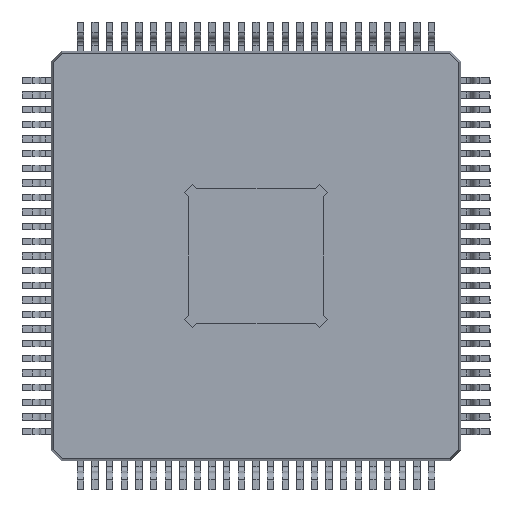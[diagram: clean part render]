
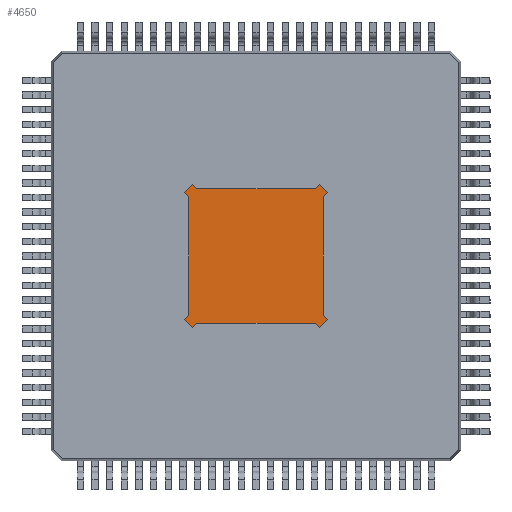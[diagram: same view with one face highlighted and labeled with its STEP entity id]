
A CAD part, front view. The second image highlights one B-rep face of the part: STEP entity #4650.
In plain terms, the highlighted planar face has unit normal (0, -1, 0).
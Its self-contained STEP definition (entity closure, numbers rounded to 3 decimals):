
#240 = EDGE_LOOP ( 'NONE', ( #3125, #24520, #17020, #45785, #13068, #41956, #21170, #15298, #43037, #15088, #19064, #3631, #23174, #43420, #44432, #14722 ) ) ;
#556 = VECTOR ( 'NONE', #41437, 1000. ) ;
#963 = DIRECTION ( 'NONE',  ( -0.707, 0., -0.707 ) ) ;
#2067 = CARTESIAN_POINT ( 'NONE',  ( -2.163, 0.15, -2.441 ) ) ;
#2309 = VECTOR ( 'NONE', #21961, 1000. ) ;
#2567 = CARTESIAN_POINT ( 'NONE',  ( 2.3, 0.15, -2.021 ) ) ;
#3072 = EDGE_CURVE ( 'NONE', #23244, #14471, #37908, .T. ) ;
#3111 = CARTESIAN_POINT ( 'NONE',  ( -2.021, 0.15, 2.3 ) ) ;
#3125 = ORIENTED_EDGE ( 'NONE', *, *, #25472, .T. ) ;
#3254 = LINE ( 'NONE', #2067, #14439 ) ;
#3631 = ORIENTED_EDGE ( 'NONE', *, *, #8598, .T. ) ;
#4020 = EDGE_CURVE ( 'NONE', #18843, #36517, #3254, .T. ) ;
#4386 = VECTOR ( 'NONE', #8318, 1000. ) ;
#4560 = DIRECTION ( 'NONE',  ( 0.707, 0., -0.707 ) ) ;
#4650 = ADVANCED_FACE ( 'NONE', ( #40506 ), #37452, .T. ) ;
#4791 = CARTESIAN_POINT ( 'NONE',  ( -2.021, 0.15, 2.3 ) ) ;
#5219 = CARTESIAN_POINT ( 'NONE',  ( 2.021, 0.15, -2.3 ) ) ;
#5405 = CARTESIAN_POINT ( 'NONE',  ( 2.3, 0.15, -2.021 ) ) ;
#6125 = DIRECTION ( 'NONE',  ( 0., 0., 1. ) ) ;
#6364 = VECTOR ( 'NONE', #9145, 1000. ) ;
#7330 = EDGE_CURVE ( 'NONE', #43810, #9909, #10539, .T. ) ;
#7410 = EDGE_CURVE ( 'NONE', #33268, #21246, #23909, .T. ) ;
#7430 = CARTESIAN_POINT ( 'NONE',  ( -2.441, 0.15, -2.163 ) ) ;
#7996 = LINE ( 'NONE', #16901, #36944 ) ;
#8205 = DIRECTION ( 'NONE',  ( -0.707, 0., -0.707 ) ) ;
#8318 = DIRECTION ( 'NONE',  ( 0.707, 0., -0.707 ) ) ;
#8598 = EDGE_CURVE ( 'NONE', #19085, #23244, #37068, .T. ) ;
#9145 = DIRECTION ( 'NONE',  ( -0.707, 0., -0.707 ) ) ;
#9364 = VECTOR ( 'NONE', #24224, 1000. ) ;
#9586 = DIRECTION ( 'NONE',  ( -0.707, 0., 0.707 ) ) ;
#9636 = CARTESIAN_POINT ( 'NONE',  ( -2.163, 0.15, 2.441 ) ) ;
#9834 = EDGE_CURVE ( 'NONE', #18614, #18843, #24778, .T. ) ;
#9909 = VERTEX_POINT ( 'NONE', #40865 ) ;
#10539 = LINE ( 'NONE', #40203, #4386 ) ;
#11553 = VERTEX_POINT ( 'NONE', #37288 ) ;
#11757 = LINE ( 'NONE', #3111, #2309 ) ;
#11991 = VERTEX_POINT ( 'NONE', #39457 ) ;
#12536 = CARTESIAN_POINT ( 'NONE',  ( 2.441, 0.15, -2.163 ) ) ;
#12572 = LINE ( 'NONE', #12536, #24894 ) ;
#13068 = ORIENTED_EDGE ( 'NONE', *, *, #14993, .T. ) ;
#13563 = DIRECTION ( 'NONE',  ( 0., 0., -1. ) ) ;
#14030 = VECTOR ( 'NONE', #31332, 1000. ) ;
#14121 = VECTOR ( 'NONE', #963, 1000. ) ;
#14388 = LINE ( 'NONE', #34312, #9364 ) ;
#14439 = VECTOR ( 'NONE', #38283, 1000. ) ;
#14455 = VECTOR ( 'NONE', #4560, 1000. ) ;
#14471 = VERTEX_POINT ( 'NONE', #38682 ) ;
#14722 = ORIENTED_EDGE ( 'NONE', *, *, #30559, .T. ) ;
#14993 = EDGE_CURVE ( 'NONE', #21246, #18614, #44038, .T. ) ;
#15088 = ORIENTED_EDGE ( 'NONE', *, *, #7330, .T. ) ;
#15298 = ORIENTED_EDGE ( 'NONE', *, *, #28445, .T. ) ;
#15739 = DIRECTION ( 'NONE',  ( 0., 0., -1. ) ) ;
#16420 = CARTESIAN_POINT ( 'NONE',  ( 2.441, 0.15, 2.163 ) ) ;
#16901 = CARTESIAN_POINT ( 'NONE',  ( 2.163, 0.15, 2.441 ) ) ;
#17020 = ORIENTED_EDGE ( 'NONE', *, *, #22612, .T. ) ;
#17055 = LINE ( 'NONE', #18950, #22647 ) ;
#18087 = EDGE_CURVE ( 'NONE', #11553, #43810, #40142, .T. ) ;
#18614 = VERTEX_POINT ( 'NONE', #34225 ) ;
#18843 = VERTEX_POINT ( 'NONE', #7430 ) ;
#18950 = CARTESIAN_POINT ( 'NONE',  ( -2.441, 0.15, 2.163 ) ) ;
#19064 = ORIENTED_EDGE ( 'NONE', *, *, #20907, .T. ) ;
#19085 = VERTEX_POINT ( 'NONE', #33699 ) ;
#20907 = EDGE_CURVE ( 'NONE', #9909, #19085, #12572, .T. ) ;
#21112 = EDGE_CURVE ( 'NONE', #25657, #26366, #37019, .T. ) ;
#21170 = ORIENTED_EDGE ( 'NONE', *, *, #4020, .T. ) ;
#21246 = VERTEX_POINT ( 'NONE', #38968 ) ;
#21961 = DIRECTION ( 'NONE',  ( -1., 0., 0. ) ) ;
#22612 = EDGE_CURVE ( 'NONE', #26366, #33268, #17055, .T. ) ;
#22647 = VECTOR ( 'NONE', #8205, 1000. ) ;
#23174 = ORIENTED_EDGE ( 'NONE', *, *, #3072, .T. ) ;
#23201 = CARTESIAN_POINT ( 'NONE',  ( 0., 0.15, 0. ) ) ;
#23244 = VERTEX_POINT ( 'NONE', #5405 ) ;
#23909 = LINE ( 'NONE', #36459, #14455 ) ;
#24224 = DIRECTION ( 'NONE',  ( 0.707, 0., 0.707 ) ) ;
#24520 = ORIENTED_EDGE ( 'NONE', *, *, #21112, .T. ) ;
#24778 = LINE ( 'NONE', #30311, #6364 ) ;
#24894 = VECTOR ( 'NONE', #37404, 1000. ) ;
#25472 = EDGE_CURVE ( 'NONE', #11991, #25657, #11757, .T. ) ;
#25657 = VERTEX_POINT ( 'NONE', #4791 ) ;
#26042 = CARTESIAN_POINT ( 'NONE',  ( 2.163, 0.15, 2.441 ) ) ;
#26366 = VERTEX_POINT ( 'NONE', #9636 ) ;
#26633 = CARTESIAN_POINT ( 'NONE',  ( 2.441, 0.15, 2.163 ) ) ;
#26801 = VECTOR ( 'NONE', #13563, 1000. ) ;
#27240 = EDGE_CURVE ( 'NONE', #14471, #33474, #43987, .T. ) ;
#27652 = CARTESIAN_POINT ( 'NONE',  ( -2.163, 0.15, 2.441 ) ) ;
#28445 = EDGE_CURVE ( 'NONE', #36517, #11553, #14388, .T. ) ;
#29457 = CARTESIAN_POINT ( 'NONE',  ( 2.021, 0.15, 2.3 ) ) ;
#30144 = EDGE_CURVE ( 'NONE', #33474, #37438, #7996, .T. ) ;
#30311 = CARTESIAN_POINT ( 'NONE',  ( -2.441, 0.15, -2.163 ) ) ;
#30559 = EDGE_CURVE ( 'NONE', #37438, #11991, #39124, .T. ) ;
#31332 = DIRECTION ( 'NONE',  ( 1., 0., 0. ) ) ;
#31520 = VECTOR ( 'NONE', #36191, 1000. ) ;
#31647 = CARTESIAN_POINT ( 'NONE',  ( -2.021, 0.15, -2.3 ) ) ;
#31738 = CARTESIAN_POINT ( 'NONE',  ( -2.3, 0.15, -2.021 ) ) ;
#33268 = VERTEX_POINT ( 'NONE', #40302 ) ;
#33274 = AXIS2_PLACEMENT_3D ( 'NONE', #23201, #37154, #15739 ) ;
#33474 = VERTEX_POINT ( 'NONE', #26633 ) ;
#33699 = CARTESIAN_POINT ( 'NONE',  ( 2.441, 0.15, -2.163 ) ) ;
#34225 = CARTESIAN_POINT ( 'NONE',  ( -2.3, 0.15, -2.021 ) ) ;
#34251 = CARTESIAN_POINT ( 'NONE',  ( -2.163, 0.15, -2.441 ) ) ;
#34312 = CARTESIAN_POINT ( 'NONE',  ( -2.021, 0.15, -2.3 ) ) ;
#34757 = DIRECTION ( 'NONE',  ( -0.707, 0., 0.707 ) ) ;
#36191 = DIRECTION ( 'NONE',  ( -0.707, 0., 0.707 ) ) ;
#36347 = CARTESIAN_POINT ( 'NONE',  ( 2.3, 0.15, -2.021 ) ) ;
#36459 = CARTESIAN_POINT ( 'NONE',  ( -2.3, 0.15, 2.021 ) ) ;
#36517 = VERTEX_POINT ( 'NONE', #34251 ) ;
#36944 = VECTOR ( 'NONE', #34757, 1000. ) ;
#37019 = LINE ( 'NONE', #27652, #45366 ) ;
#37068 = LINE ( 'NONE', #36347, #31520 ) ;
#37154 = DIRECTION ( 'NONE',  ( 0., -1., 0. ) ) ;
#37288 = CARTESIAN_POINT ( 'NONE',  ( -2.021, 0.15, -2.3 ) ) ;
#37404 = DIRECTION ( 'NONE',  ( 0.707, 0., 0.707 ) ) ;
#37438 = VERTEX_POINT ( 'NONE', #26042 ) ;
#37452 = PLANE ( 'NONE',  #33274 ) ;
#37908 = LINE ( 'NONE', #2567, #40665 ) ;
#38283 = DIRECTION ( 'NONE',  ( 0.707, 0., -0.707 ) ) ;
#38682 = CARTESIAN_POINT ( 'NONE',  ( 2.3, 0.15, 2.021 ) ) ;
#38968 = CARTESIAN_POINT ( 'NONE',  ( -2.3, 0.15, 2.021 ) ) ;
#39124 = LINE ( 'NONE', #29457, #14121 ) ;
#39457 = CARTESIAN_POINT ( 'NONE',  ( 2.021, 0.15, 2.3 ) ) ;
#40142 = LINE ( 'NONE', #31647, #14030 ) ;
#40203 = CARTESIAN_POINT ( 'NONE',  ( 2.163, 0.15, -2.441 ) ) ;
#40302 = CARTESIAN_POINT ( 'NONE',  ( -2.441, 0.15, 2.163 ) ) ;
#40506 = FACE_OUTER_BOUND ( 'NONE', #240, .T. ) ;
#40665 = VECTOR ( 'NONE', #6125, 1000. ) ;
#40865 = CARTESIAN_POINT ( 'NONE',  ( 2.163, 0.15, -2.441 ) ) ;
#41437 = DIRECTION ( 'NONE',  ( 0.707, 0., 0.707 ) ) ;
#41956 = ORIENTED_EDGE ( 'NONE', *, *, #9834, .T. ) ;
#43037 = ORIENTED_EDGE ( 'NONE', *, *, #18087, .T. ) ;
#43420 = ORIENTED_EDGE ( 'NONE', *, *, #27240, .T. ) ;
#43810 = VERTEX_POINT ( 'NONE', #5219 ) ;
#43987 = LINE ( 'NONE', #16420, #556 ) ;
#44038 = LINE ( 'NONE', #31738, #26801 ) ;
#44432 = ORIENTED_EDGE ( 'NONE', *, *, #30144, .T. ) ;
#45366 = VECTOR ( 'NONE', #9586, 1000. ) ;
#45785 = ORIENTED_EDGE ( 'NONE', *, *, #7410, .T. ) ;
